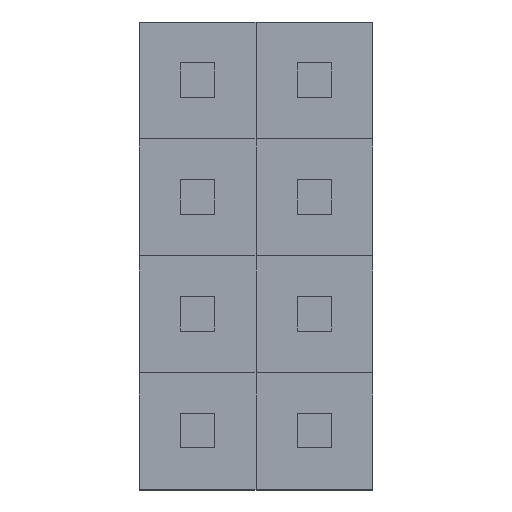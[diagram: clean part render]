
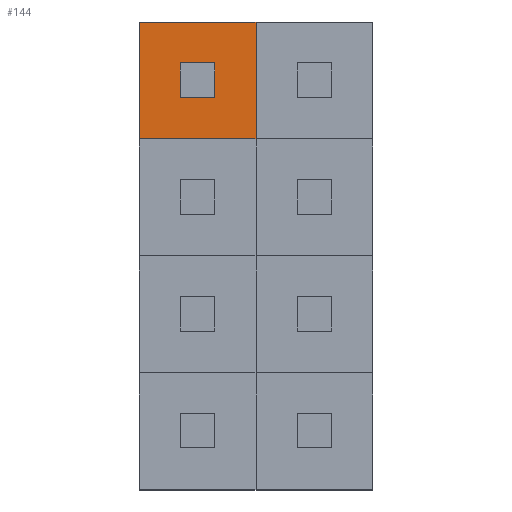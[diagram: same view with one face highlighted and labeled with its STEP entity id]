
A CAD part, top view. The second image highlights one B-rep face of the part: STEP entity #144.
In plain terms, the highlighted planar face has unit normal (0, 0, 1).
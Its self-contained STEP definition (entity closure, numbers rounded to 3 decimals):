
#13=DIRECTION('',(0.,0.,1.));
#14=DIRECTION('',(1.,0.,0.));
#66=VERTEX_POINT('',#67);
#67=CARTESIAN_POINT('',(-1.27,-1.271,2.5));
#75=VECTOR('',#76,1.);
#76=DIRECTION('',(0.,1.,0.));
#79=VERTEX_POINT('',#80);
#80=CARTESIAN_POINT('',(-1.27,1.271,2.5));
#82=ORIENTED_EDGE('',*,*,#83,.F.);
#83=EDGE_CURVE('',#66,#79,#84,.T.);
#84=LINE('',#67,#75);
#94=VERTEX_POINT('',#95);
#95=CARTESIAN_POINT('',(1.27,-1.271,2.5));
#104=VERTEX_POINT('',#105);
#105=CARTESIAN_POINT('',(1.27,1.271,2.5));
#108=EDGE_CURVE('',#94,#104,#109,.T.);
#109=LINE('',#95,#75);
#118=VECTOR('',#14,1.);
#120=ORIENTED_EDGE('',*,*,#121,.T.);
#121=EDGE_CURVE('',#66,#94,#122,.T.);
#122=LINE('',#67,#118);
#132=EDGE_CURVE('',#79,#104,#133,.T.);
#133=LINE('',#80,#118);
#144=ADVANCED_FACE('',(#145),#149,.T.);
#145=FACE_BOUND('',#146,.T.);
#146=EDGE_LOOP('',(#82,#120,#147,#148));
#147=ORIENTED_EDGE('',*,*,#108,.T.);
#148=ORIENTED_EDGE('',*,*,#132,.F.);
#149=PLANE('',#150);
#150=AXIS2_PLACEMENT_3D('',#67,#13,#14);
